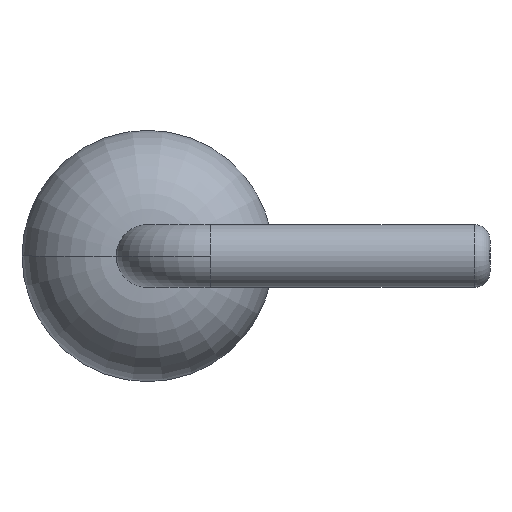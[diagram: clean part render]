
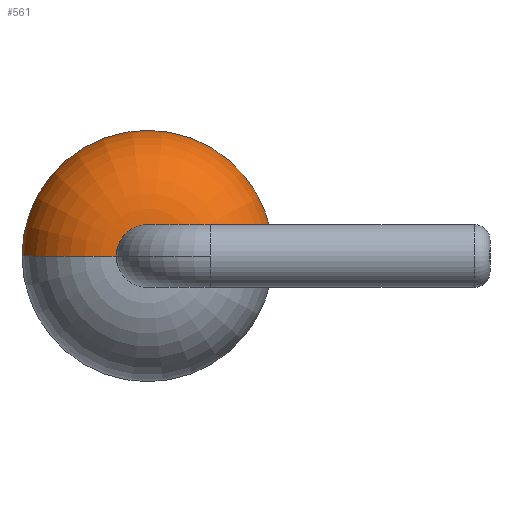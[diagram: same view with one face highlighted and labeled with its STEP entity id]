
A CAD part, left-side view. The second image highlights one B-rep face of the part: STEP entity #561.
In plain terms, the highlighted toroidal (fillet/blend) face has major radius 0.25 mm and minor radius 0.75 mm.
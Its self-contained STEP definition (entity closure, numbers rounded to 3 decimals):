
#25 = DIRECTION ( 'NONE',  ( 0., -1., 0. ) ) ;
#26 = EDGE_CURVE ( 'NONE', #1118, #1002, #1225, .T. ) ;
#110 = EDGE_CURVE ( 'NONE', #1002, #899, #1631, .T. ) ;
#159 = DIRECTION ( 'NONE',  ( -1., 0., 0. ) ) ;
#252 = CARTESIAN_POINT ( 'NONE',  ( -3.25, 0., 0. ) ) ;
#290 = DIRECTION ( 'NONE',  ( 0., -1., 0. ) ) ;
#295 = VERTEX_POINT ( 'NONE', #653 ) ;
#299 = DIRECTION ( 'NONE',  ( 0., -1., 0. ) ) ;
#326 = DIRECTION ( 'NONE',  ( -1., 0., 0. ) ) ;
#327 = DIRECTION ( 'NONE',  ( -1., 0., 0. ) ) ;
#337 = AXIS2_PLACEMENT_3D ( 'NONE', #467, #1782, #290 ) ;
#405 = CARTESIAN_POINT ( 'NONE',  ( -2.528, 1., 0. ) ) ;
#437 = AXIS2_PLACEMENT_3D ( 'NONE', #1057, #949, #1816 ) ;
#462 = DIRECTION ( 'NONE',  ( 0., 0., -1. ) ) ;
#467 = CARTESIAN_POINT ( 'NONE',  ( -2.528, 0., 0. ) ) ;
#472 = AXIS2_PLACEMENT_3D ( 'NONE', #1191, #326, #25 ) ;
#478 = EDGE_CURVE ( 'NONE', #1118, #763, #1454, .T. ) ;
#492 = CARTESIAN_POINT ( 'NONE',  ( -3.25, 0., 0.25 ) ) ;
#493 = AXIS2_PLACEMENT_3D ( 'NONE', #252, #712, #731 ) ;
#547 = ORIENTED_EDGE ( 'NONE', *, *, #844, .T. ) ;
#561 = ADVANCED_FACE ( 'NONE', ( #1039 ), #1034, .T. ) ;
#564 = CARTESIAN_POINT ( 'NONE',  ( -3.25, -0.25, 0. ) ) ;
#653 = CARTESIAN_POINT ( 'NONE',  ( -3.25, 0.25, 0. ) ) ;
#712 = DIRECTION ( 'NONE',  ( -1., 0., 0. ) ) ;
#731 = DIRECTION ( 'NONE',  ( 0., -1., 0. ) ) ;
#749 = CARTESIAN_POINT ( 'NONE',  ( -2.499, 0., 0. ) ) ;
#763 = VERTEX_POINT ( 'NONE', #405 ) ;
#844 = EDGE_CURVE ( 'NONE', #763, #295, #1292, .T. ) ;
#899 = VERTEX_POINT ( 'NONE', #492 ) ;
#949 = DIRECTION ( 'NONE',  ( 0., 0., 1. ) ) ;
#980 = ORIENTED_EDGE ( 'NONE', *, *, #1293, .F. ) ;
#1002 = VERTEX_POINT ( 'NONE', #564 ) ;
#1008 = AXIS2_PLACEMENT_3D ( 'NONE', #749, #327, #299 ) ;
#1028 = AXIS2_PLACEMENT_3D ( 'NONE', #1338, #462, #159 ) ;
#1034 = TOROIDAL_SURFACE ( 'NONE', #1008, 0.25, 0.751 ) ;
#1039 = FACE_OUTER_BOUND ( 'NONE', #1404, .T. ) ;
#1057 = CARTESIAN_POINT ( 'NONE',  ( -2.499, 0.25, 0. ) ) ;
#1118 = VERTEX_POINT ( 'NONE', #1646 ) ;
#1191 = CARTESIAN_POINT ( 'NONE',  ( -3.25, 0., 0. ) ) ;
#1225 = CIRCLE ( 'NONE', #1028, 0.751 ) ;
#1292 = CIRCLE ( 'NONE', #437, 0.751 ) ;
#1293 = EDGE_CURVE ( 'NONE', #899, #295, #1932, .T. ) ;
#1338 = CARTESIAN_POINT ( 'NONE',  ( -2.499, -0.25, 0. ) ) ;
#1404 = EDGE_LOOP ( 'NONE', ( #1452, #547, #980, #1921, #1743 ) ) ;
#1452 = ORIENTED_EDGE ( 'NONE', *, *, #478, .T. ) ;
#1454 = CIRCLE ( 'NONE', #337, 1. ) ;
#1631 = CIRCLE ( 'NONE', #493, 0.25 ) ;
#1646 = CARTESIAN_POINT ( 'NONE',  ( -2.528, -1., 0. ) ) ;
#1743 = ORIENTED_EDGE ( 'NONE', *, *, #26, .F. ) ;
#1782 = DIRECTION ( 'NONE',  ( -1., 0., 0. ) ) ;
#1816 = DIRECTION ( 'NONE',  ( 0., -1., 0. ) ) ;
#1921 = ORIENTED_EDGE ( 'NONE', *, *, #110, .F. ) ;
#1932 = CIRCLE ( 'NONE', #472, 0.25 ) ;
